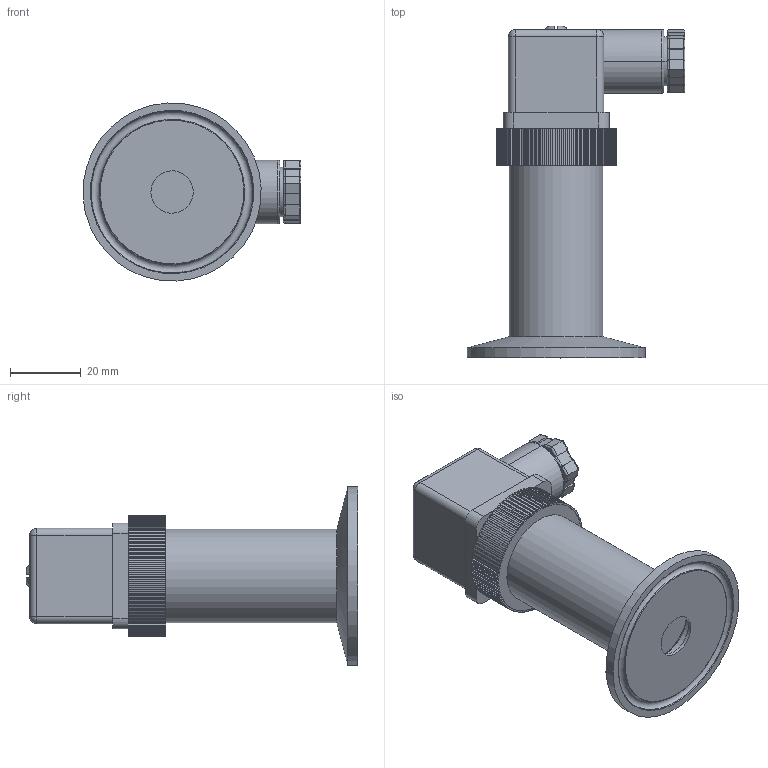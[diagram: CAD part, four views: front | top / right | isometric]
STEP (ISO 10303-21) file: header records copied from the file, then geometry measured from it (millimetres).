
FILE_DESCRIPTION(/* description */ (''),/* implementation_level */ '2;1');
FILE_NAME(/* name */ '（3D）PM200-H50.5 PM200卡盘接头-赫斯曼接头出线.stp',/* time_stamp */ '2023-10-26T10:47:47+08:00',/* author */ (''),/* organization */ (''),/* preprocessor_version */ 'ST-DEVELOPER v16.7',/* originating_system */ 'SIEMENS PLM Software NX 12.0',/* authorisation */ '');
FILE_SCHEMA (('AUTOMOTIVE_DESIGN { 1 0 10303 214 3 1 1 1 }'));
Length unit declared in the file: millimetre
Products named in the file (1): Mayn3824031540kh
Bounding box: 61.71 x 94 x 50.42 mm (x, y, z)
Volume: 64650.1 mm3; surface area: 21453.6 mm2
Topology: 3 solids, 4 shells, 717 faces, 1988 edges, 1294 vertices
Faces by surface type: plane 413, cylinder 286, torus 7, bspline 5, sphere 4, cone 2
Full cylindrical faces by diameter (mm): 12 x1, 18 x1, 26.5 x1, 50.5 x1
Entity records: 24700 total; most frequent: CARTESIAN_POINT 5938, ORIENTED_EDGE 3946, DIRECTION 3920, EDGE_CURVE 1973, LINE 1408, VECTOR 1408, VERTEX_POINT 1292, AXIS2_PLACEMENT_3D 1256
